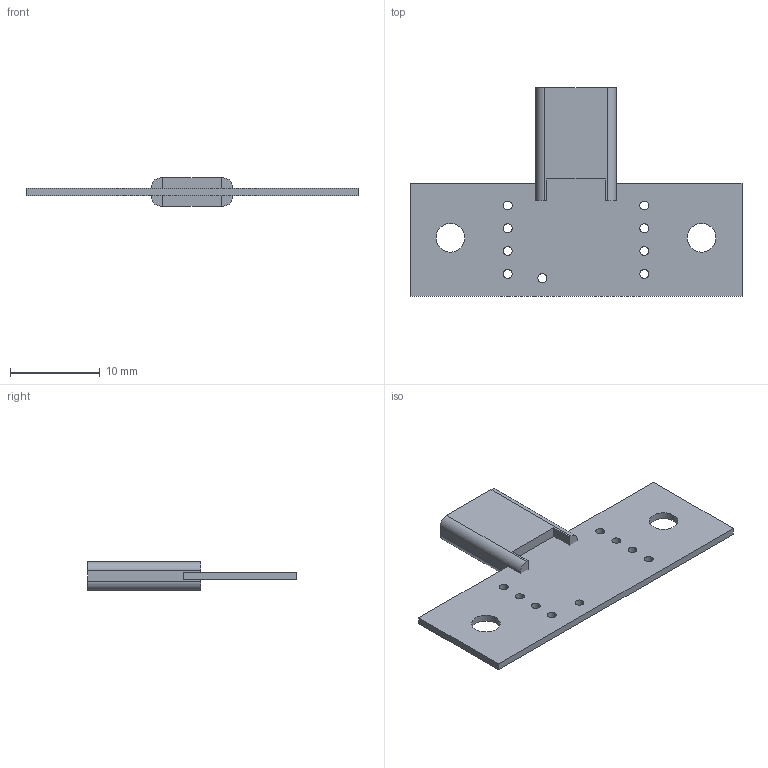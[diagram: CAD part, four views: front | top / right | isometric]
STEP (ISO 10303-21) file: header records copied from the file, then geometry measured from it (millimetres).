
FILE_DESCRIPTION(/* description */ (''),/* implementation_level */ '2;1');
FILE_NAME(/* name */ 'HTUB.step',/* time_stamp */ '2022-04-22T21:32:41-07:00',/* author */ (''),/* organization */ (''),/* preprocessor_version */ 'ST-DEVELOPER v18.1',/* originating_system */ 'Autodesk Translation Framework v10.14.0.1471',/* authorisation */ '');
FILE_SCHEMA (('AUTOMOTIVE_DESIGN { 1 0 10303 214 3 1 1 }'));
Length unit declared in the file: millimetre
Products named in the file (2): HTUB; HTUB PCB
Assembly tree (1 placements, depth 2):
  HTUB
    HTUB PCB
Bounding box: 37 x 23.2 x 3.15 mm (x, y, z)
Volume: 433.6 mm3; surface area: 1536.4 mm2
Topology: 2 solids, 2 shells, 44 faces, 117 edges, 78 vertices
Faces by surface type: plane 25, cylinder 19
Full cylindrical faces by diameter (mm): 1 x9, 3.2 x2
Entity records: 1484 total; most frequent: DIRECTION 249, CARTESIAN_POINT 242, ORIENTED_EDGE 234, EDGE_CURVE 117, AXIS2_PLACEMENT_3D 85, LINE 79, VECTOR 79, VERTEX_POINT 78
